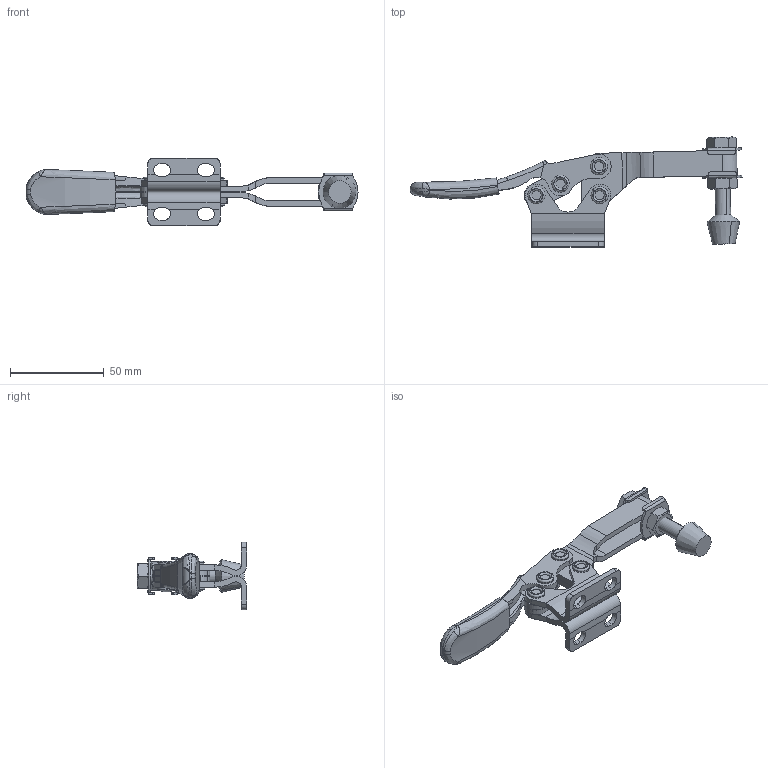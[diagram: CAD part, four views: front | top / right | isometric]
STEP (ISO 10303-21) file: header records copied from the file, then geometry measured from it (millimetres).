
FILE_DESCRIPTION (( 'STEP AP214' ), '1' );
FILE_NAME ('A500 Ïðèæèì øàðíèðíî-ðû÷àæíûé ñ óñèëèåì 227êã.STEP', '2020-12-30T11:41:38', ( 'Ïîëüçîâàòåëü Windows' ), ( '' ), 'SwSTEP 2.0', 'SolidWorks 2020', '' );
FILE_SCHEMA (( 'AUTOMOTIVE_DESIGN' ));
Length unit declared in the file: millimetre
Products named in the file (9): CH-225D 膴鍙欙樥燲00; CH-225D 諘膹樖罻_00; A500 Ïðèæèì øàðíèðíî-ðû÷àæíûé ñ óñèëèåì 227êã; CH-225D 賾癰趌00; CH-225D 闃膼瘔膻嬅00; CH-225D 鵿闉_00; CH-225D 蜬濋趌00; CH-225D 耦邃桧栩咫黖00; CH-225D 鸆殧趌00
Assembly tree (15 placements, depth 2):
  A500 Ïðèæèì øàðíèðíî-ðû÷àæíûé ñ óñèëèåì 227êã
    CH-225D 賾癰趌00
    CH-225D 蜬濋趌00  x2
    CH-225D 膴鍙欙樥燲00
    CH-225D 闃膼瘔膻嬅00  x2
    CH-225D 鵿闉_00
    CH-225D 鸆殧趌00  x2
    CH-225D 耦邃桧栩咫黖00  x2
    CH-225D 諘膹樖罻_00  x4
Bounding box: 177.5 x 58.8 x 36.1 mm (x, y, z)
Volume: 28172.6 mm3; surface area: 30674.6 mm2
Topology: 15 solids, 17 shells, 395 faces, 1018 edges, 646 vertices
Faces by surface type: cylinder 173, plane 137, bspline 45, torus 26, cone 12, sphere 2
Entity records: 11099 total; most frequent: CARTESIAN_POINT 4038, ORIENTED_EDGE 1346, DIRECTION 1241, EDGE_CURVE 675, AXIS2_PLACEMENT_3D 478, VERTEX_POINT 433, EDGE_LOOP 291, VECTOR 285
